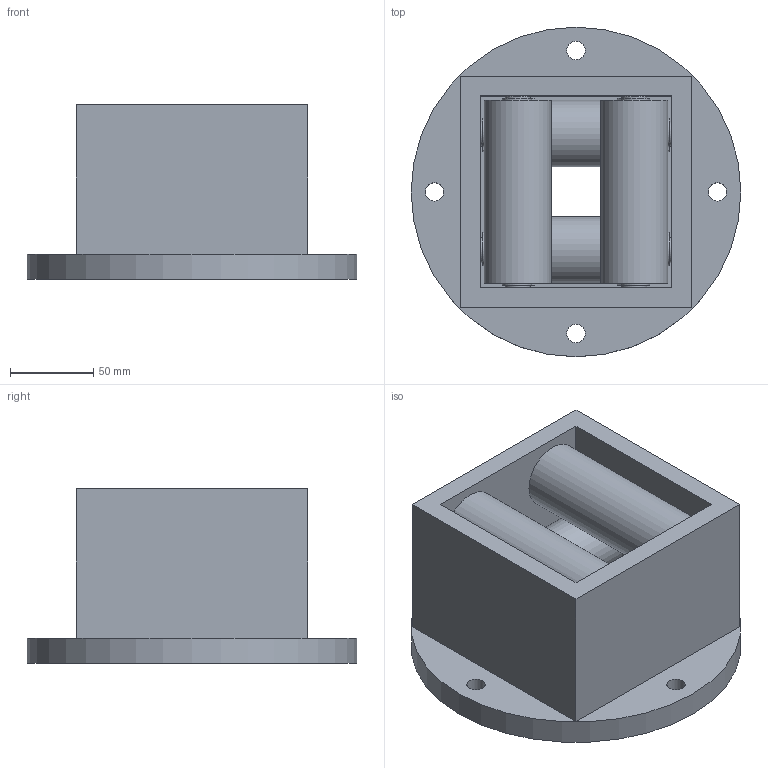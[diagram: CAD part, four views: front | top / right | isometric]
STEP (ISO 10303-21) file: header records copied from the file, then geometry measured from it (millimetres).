
FILE_DESCRIPTION (( 'STEP AP214' ), '1' );
FILE_NAME ('211117 STEP 3-300119-00_0128.STEP', '2021-11-17T11:04:09', ( '' ), ( '' ), 'SwSTEP 2.0', 'SolidWorks 2021', '' );
FILE_SCHEMA (( 'AUTOMOTIVE_DESIGN' ));
Length unit declared in the file: millimetre
Products named in the file (1): 211117 STEP 3-300119-00_0128
Bounding box: 198 x 198 x 105 mm (x, y, z)
Volume: 1306933.9 mm3; surface area: 271017 mm2
Topology: 1 solids, 5 shells, 174 faces, 455 edges, 310 vertices
Faces by surface type: cylinder 90, plane 84
Full cylindrical faces by diameter (mm): 8.5 x8, 11 x4, 15 x12, 26 x4, 40 x4, 100 x1, 198 x1
Entity records: 6936 total; most frequent: DIRECTION 926, CARTESIAN_POINT 831, ORIENTED_EDGE 760, EDGE_CURVE 380, AXIS2_PLACEMENT_3D 371, VERTEX_POINT 276, EDGE_LOOP 260, FACE_OUTER_BOUND 208
